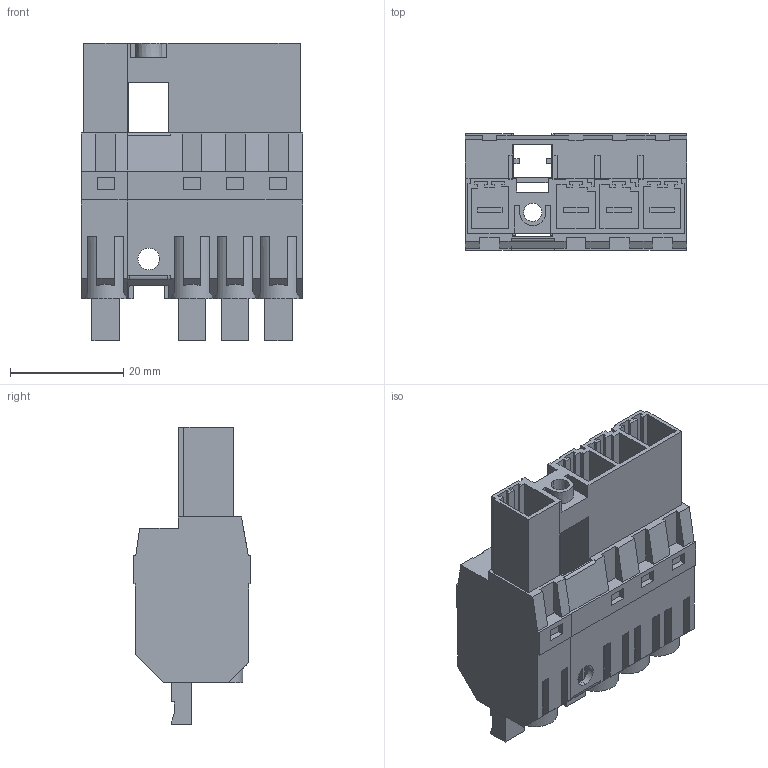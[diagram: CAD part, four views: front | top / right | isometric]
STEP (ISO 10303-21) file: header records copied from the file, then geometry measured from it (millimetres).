
FILE_DESCRIPTION(('CATIA V5 STEP Exchange','CAx-IF Rec.Pracs.--- Model Styling and Organization---1.4--- 2014-01-23'),'2;1');
FILE_NAME ('441624-2_0_2630430000_2630430000.stp','2023-05-02T11:54:15+00:00',('none'),('Weidmueller'),'CATIA Version 5-6 Release 2016 SP3 HF44','CATIA V5 STEP AP214','none');
FILE_SCHEMA(('AUTOMOTIVE_DESIGN { 1 0 10303 214 1 1 1 1 }'));
Length unit declared in the file: millimetre
Products named in the file (1): 2630430000
Bounding box: 39 x 20.6 x 52.4 mm (x, y, z)
Volume: 17629.1 mm3; surface area: 13619.2 mm2
Topology: 9 solids, 9 shells, 593 faces, 1678 edges, 1124 vertices
Faces by surface type: plane 547, cylinder 45, cone 1
Entity records: 18714 total; most frequent: CARTESIAN_POINT 3542, ORIENTED_EDGE 3356, DIRECTION 2428, EDGE_CURVE 1678, VECTOR 1541, LINE 1541, VERTEX_POINT 1124, EDGE_LOOP 626
